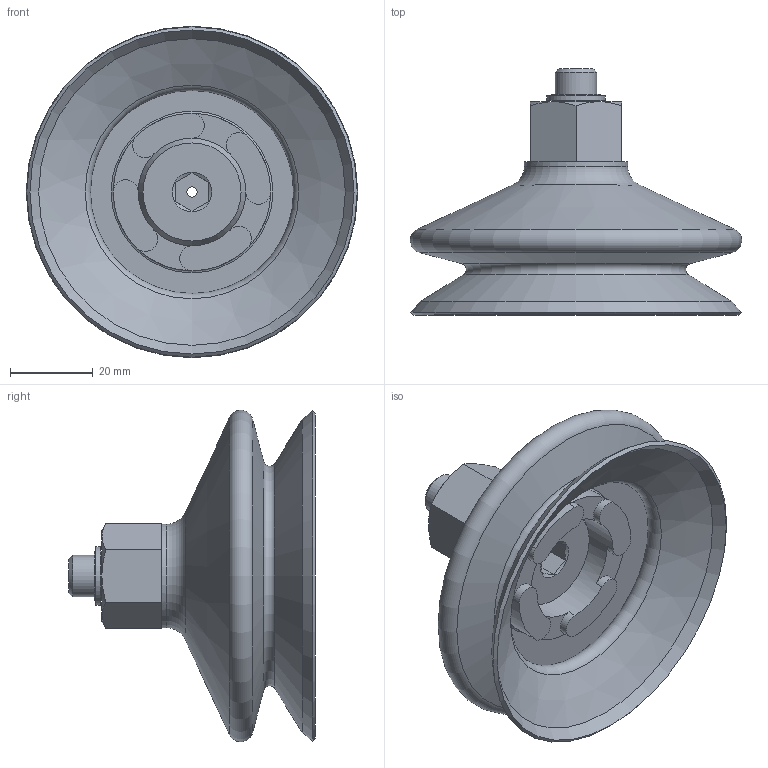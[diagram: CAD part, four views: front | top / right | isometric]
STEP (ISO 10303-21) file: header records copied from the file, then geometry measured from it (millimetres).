
FILE_DESCRIPTION(/* description */ ('STEP AP214'),/* implementation_level */ '2;1');
FILE_NAME(/* name */ '525997_ESS-80-BT-M10',/* time_stamp */ '2024-08-28T10:18:00+02:00',/* author */ ('License CC BY-ND 4.0'),/* organization */ ('CADENAS'),/* preprocessor_version */ 'ST-DEVELOPER v19.3',/* originating_system */ 'PARTsolutions',/* authorisation */ ' ');
FILE_SCHEMA (('AUTOMOTIVE_DESIGN {1 0 10303 214 3 1 1}'));
Length unit declared in the file: millimetre
Products named in the file (1): 525997 ESS-80-BT-M10
Bounding box: 80 x 59.5 x 80 mm (x, y, z)
Volume: 54452.1 mm3; surface area: 28819.5 mm2
Topology: 1 solids, 1 shells, 79 faces, 178 edges, 107 vertices
Faces by surface type: plane 40, cone 17, cylinder 16, torus 6
Full cylindrical faces by diameter (mm): 2.5 x1, 10 x1, 11.6 x2, 14 x1, 25 x1, 26 x1, 38 x1
Entity records: 2646 total; most frequent: CARTESIAN_POINT 394, DIRECTION 372, ORIENTED_EDGE 300, AXIS2_PLACEMENT_3D 160, EDGE_CURVE 150, EDGE_LOOP 112, FACE_BOUND 112, VERTEX_POINT 104
